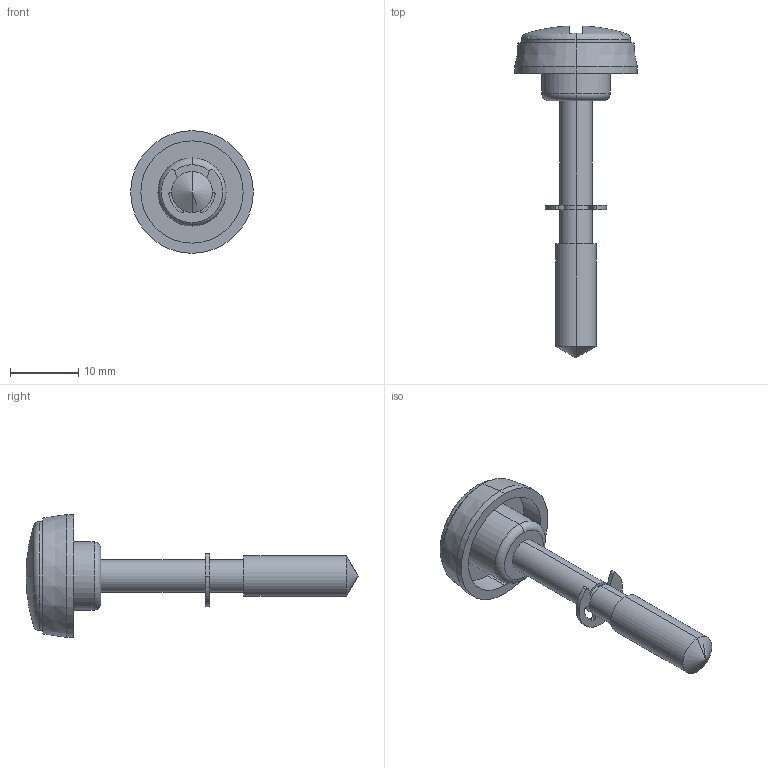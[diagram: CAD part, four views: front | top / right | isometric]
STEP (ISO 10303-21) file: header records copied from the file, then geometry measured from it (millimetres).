
FILE_DESCRIPTION (( 'STEP AP203' ), '1' );
FILE_NAME ('sone3D.STEP', '2013-07-02T05:10:56', ( '' ), ( '' ), 'SwSTEP 2.0', 'SolidWorks 2012', '' );
FILE_SCHEMA (( 'CONFIG_CONTROL_DESIGN' ));
Length unit declared in the file: millimetre
Products named in the file (3): sone3D; AP-176本体__AP-176-3; Φ4用E形止め輪
Assembly tree (2 placements, depth 2):
  sone3D
    AP-176本体__AP-176-3
    Φ4用E形止め輪
Bounding box: 18 x 48.71 x 18 mm (x, y, z)
Volume: 2222.7 mm3; surface area: 1931.1 mm2
Topology: 2 solids, 2 shells, 61 faces, 145 edges, 93 vertices
Faces by surface type: cylinder 32, plane 17, torus 4, cone 4, sphere 4
Entity records: 2100 total; most frequent: DIRECTION 349, CARTESIAN_POINT 330, ORIENTED_EDGE 286, AXIS2_PLACEMENT_3D 148, EDGE_CURVE 143, VERTEX_POINT 93, CIRCLE 82, EDGE_LOOP 68
